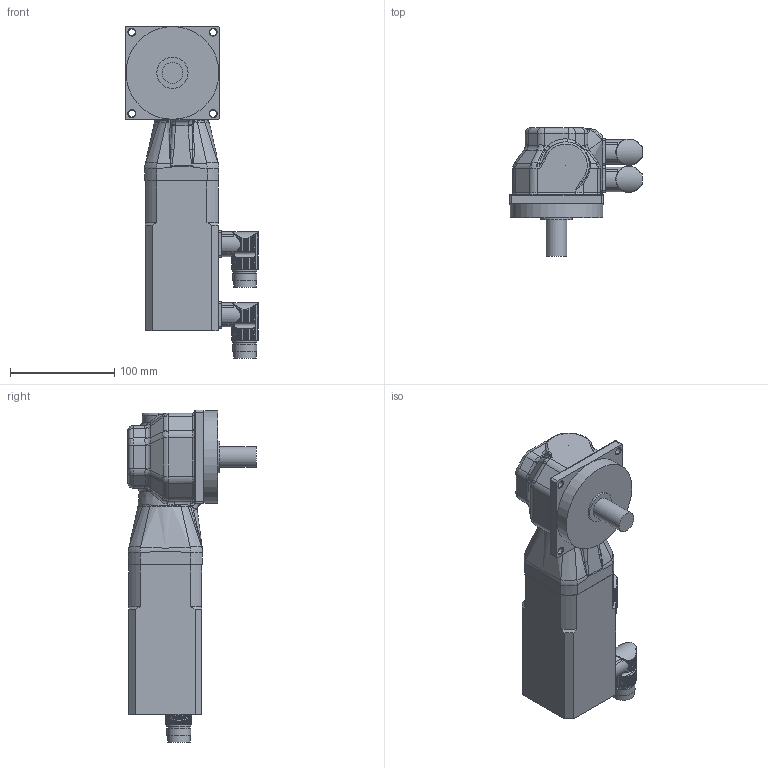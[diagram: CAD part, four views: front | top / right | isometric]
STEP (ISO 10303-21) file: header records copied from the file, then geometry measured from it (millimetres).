
FILE_DESCRIPTION(/* description */ (''),/* implementation_level */ '2;1');
FILE_NAME(/* name */ 'KSG264D_Rx_DED55',/* time_stamp */ '2009-02-10T11:08:58+01:00',/* author */ (''),/* organization */ (''),/* preprocessor_version */ 'ST-DEVELOPER v8',/* originating_system */ 'UNIGRAPHICS SOLUTIONS - UNIGRAPHICS 18.0',/* authorisation */ '');
FILE_SCHEMA (('AUTOMOTIVE_DESIGN { 1 2 10303 214 0 1 1 1 }'));
Length unit declared in the file: millimetre
Products named in the file (3): Winkelflanschdose_0; Getrieberumpf_0; KSG264D-Rx_DED55_0
Assembly tree (3 placements, depth 2):
  KSG264D-Rx_DED55_0
    Getrieberumpf_0
    Winkelflanschdose_0  x2
Bounding box: 127.49 x 123 x 318.3 mm (x, y, z)
Volume: 948899.4 mm3; surface area: 161070.3 mm2
Topology: 4 solids, 12 shells, 1030 faces, 2604 edges, 1599 vertices
Faces by surface type: cylinder 498, bspline 242, plane 167, cone 52, torus 51, sphere 20
Full cylindrical faces by diameter (mm): 0.092 x1, 4.2 x12, 5.5 x1, 6.6 x4, 16 x2, 20 x1, 21 x2, 21.5 x2, 23 x4, 30 x1, 34 x1, 37 x2, 40 x2, 40.001 x2, 41.2 x1, 42 x1, 63 x1, 68 x3, 89 x1
Entity records: 35196 total; most frequent: CARTESIAN_POINT 17121, ORIENTED_EDGE 3998, DIRECTION 3325, EDGE_CURVE 1999, AXIS2_PLACEMENT_3D 1414, VERTEX_POINT 1266, EDGE_LOOP 975, ADVANCED_FACE 866
